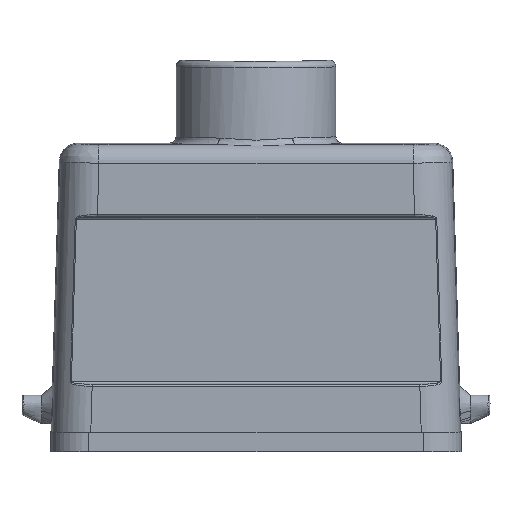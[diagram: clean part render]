
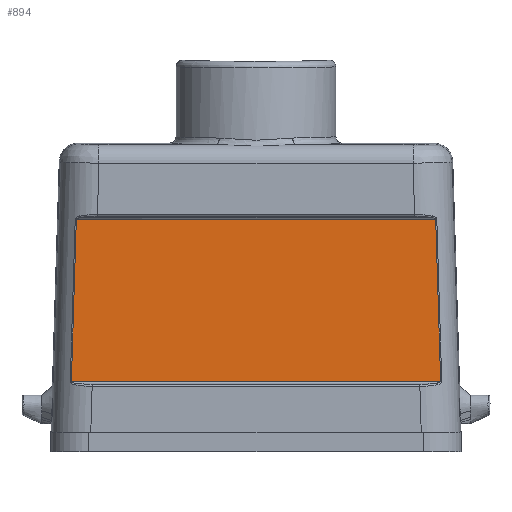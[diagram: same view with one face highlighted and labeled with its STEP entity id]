
A CAD part, front view. The second image highlights one B-rep face of the part: STEP entity #894.
In plain terms, the highlighted planar face has unit normal (0, -1, 0).
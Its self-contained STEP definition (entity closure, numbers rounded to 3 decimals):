
#399=PLANE('',#3901);
#477=LINE('',#5306,#685);
#478=LINE('',#5309,#686);
#479=LINE('',#5311,#687);
#480=LINE('',#5313,#688);
#685=VECTOR('',#4298,1.);
#686=VECTOR('',#4299,1.);
#687=VECTOR('',#4300,1.);
#688=VECTOR('',#4301,1.);
#894=ADVANCED_FACE('',(#1188),#399,.F.);
#1188=FACE_OUTER_BOUND('',#1408,.T.);
#1408=EDGE_LOOP('',(#1781,#1782,#1783,#1784));
#1781=ORIENTED_EDGE('',*,*,#3229,.T.);
#1782=ORIENTED_EDGE('',*,*,#3230,.F.);
#1783=ORIENTED_EDGE('',*,*,#3231,.T.);
#1784=ORIENTED_EDGE('',*,*,#3232,.F.);
#2893=VERTEX_POINT('',#5307);
#2894=VERTEX_POINT('',#5308);
#2895=VERTEX_POINT('',#5310);
#2896=VERTEX_POINT('',#5312);
#3229=EDGE_CURVE('',#2893,#2894,#477,.T.);
#3230=EDGE_CURVE('',#2895,#2894,#478,.T.);
#3231=EDGE_CURVE('',#2895,#2896,#479,.T.);
#3232=EDGE_CURVE('',#2893,#2896,#480,.T.);
#3901=AXIS2_PLACEMENT_3D('',#5314,#4302,#4303);
#4298=DIRECTION('',(-0.031,0.,-1.));
#4299=DIRECTION('',(-1.,0.,0.));
#4300=DIRECTION('',(-0.031,0.,1.));
#4301=DIRECTION('',(1.,0.,0.));
#4302=DIRECTION('',(0.,1.,0.));
#4303=DIRECTION('',(0.,0.,1.));
#5306=CARTESIAN_POINT('',(-28.663,0.988,-0.286));
#5307=CARTESIAN_POINT('',(-27.565,0.988,35.635));
#5308=CARTESIAN_POINT('',(-28.323,0.988,10.845));
#5309=CARTESIAN_POINT('',(28.323,0.988,10.845));
#5310=CARTESIAN_POINT('',(28.323,0.988,10.845));
#5311=CARTESIAN_POINT('',(27.934,0.988,23.581));
#5312=CARTESIAN_POINT('',(27.566,0.988,35.635));
#5313=CARTESIAN_POINT('',(0.,0.988,35.635));
#5314=CARTESIAN_POINT('',(0.,0.988,23.025));
